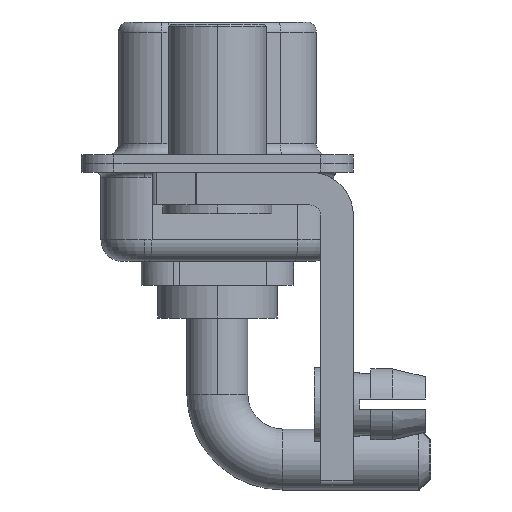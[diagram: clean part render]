
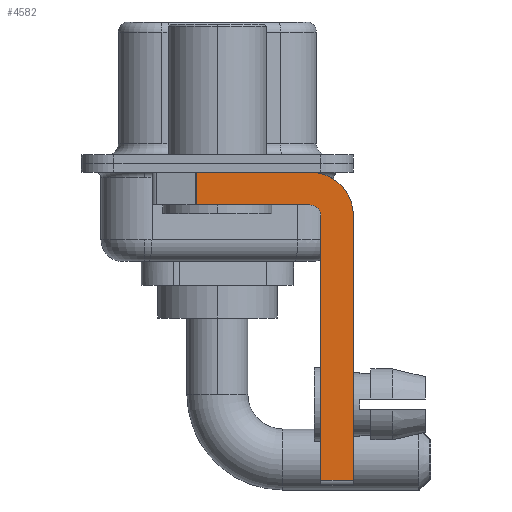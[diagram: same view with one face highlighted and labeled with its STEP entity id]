
A CAD part, left-side view. The second image highlights one B-rep face of the part: STEP entity #4582.
In plain terms, the highlighted planar face has unit normal (-1, 0, 0).
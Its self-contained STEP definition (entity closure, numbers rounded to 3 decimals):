
#620 = DIRECTION ( 'NONE',  ( 0., 0., -1. ) ) ;
#932 = CARTESIAN_POINT ( 'NONE',  ( -2.9, -4.25, -2.4 ) ) ;
#960 = VECTOR ( 'NONE', #10310, 1000. ) ;
#1107 = ORIENTED_EDGE ( 'NONE', *, *, #2506, .F. ) ;
#1421 = CARTESIAN_POINT ( 'NONE',  ( -2.9, -4.75, -14.55 ) ) ;
#1628 = DIRECTION ( 'NONE',  ( 0., 0., 1. ) ) ;
#1785 = CARTESIAN_POINT ( 'NONE',  ( -2.9, -4.25, -2.4 ) ) ;
#1968 = LINE ( 'NONE', #5948, #960 ) ;
#2094 = DIRECTION ( 'NONE',  ( 1., 0., 0. ) ) ;
#2136 = VERTEX_POINT ( 'NONE', #6391 ) ;
#2406 = VECTOR ( 'NONE', #4438, 1000. ) ;
#2506 = EDGE_CURVE ( 'NONE', #3589, #4359, #15310, .T. ) ;
#2519 = CARTESIAN_POINT ( 'NONE',  ( -2.9, 0.978, -0.4 ) ) ;
#3130 = FACE_OUTER_BOUND ( 'NONE', #17018, .T. ) ;
#3519 = CARTESIAN_POINT ( 'NONE',  ( -2.9, -4.25, -14.55 ) ) ;
#3589 = VERTEX_POINT ( 'NONE', #13957 ) ;
#3890 = DIRECTION ( 'NONE',  ( 0., -1., 0. ) ) ;
#4359 = VERTEX_POINT ( 'NONE', #17841 ) ;
#4438 = DIRECTION ( 'NONE',  ( 0., -1., 0. ) ) ;
#4503 = VERTEX_POINT ( 'NONE', #8752 ) ;
#4582 = ADVANCED_FACE ( 'NONE', ( #3130 ), #7141, .F. ) ;
#4592 = EDGE_CURVE ( 'NONE', #12471, #3589, #1968, .T. ) ;
#4945 = CARTESIAN_POINT ( 'NONE',  ( -2.9, -4.25, -1.9 ) ) ;
#5034 = LINE ( 'NONE', #4945, #9720 ) ;
#5048 = VERTEX_POINT ( 'NONE', #11888 ) ;
#5095 = DIRECTION ( 'NONE',  ( 0., 0., -1. ) ) ;
#5132 = DIRECTION ( 'NONE',  ( 0., 1., 0. ) ) ;
#5346 = AXIS2_PLACEMENT_3D ( 'NONE', #932, #2094, #5095 ) ;
#5425 = EDGE_CURVE ( 'NONE', #9608, #14745, #5728, .T. ) ;
#5588 = LINE ( 'NONE', #13908, #6777 ) ;
#5728 = LINE ( 'NONE', #15138, #2406 ) ;
#5948 = CARTESIAN_POINT ( 'NONE',  ( -2.9, -4.75, -14.8 ) ) ;
#6391 = CARTESIAN_POINT ( 'NONE',  ( -2.9, -6.25, -14.55 ) ) ;
#6502 = CIRCLE ( 'NONE', #5346, 2. ) ;
#6520 = VECTOR ( 'NONE', #10786, 1000. ) ;
#6777 = VECTOR ( 'NONE', #15535, 1000. ) ;
#6819 = EDGE_CURVE ( 'NONE', #5048, #2136, #14735, .T. ) ;
#7141 = PLANE ( 'NONE',  #11357 ) ;
#7265 = EDGE_CURVE ( 'NONE', #4359, #4503, #5034, .T. ) ;
#7321 = CARTESIAN_POINT ( 'NONE',  ( -2.9, -4.25, -2.4 ) ) ;
#7744 = ORIENTED_EDGE ( 'NONE', *, *, #10566, .T. ) ;
#8182 = EDGE_CURVE ( 'NONE', #14745, #5048, #6502, .T. ) ;
#8452 = EDGE_CURVE ( 'NONE', #12471, #2136, #14848, .T. ) ;
#8752 = CARTESIAN_POINT ( 'NONE',  ( -2.9, 0.978, -1.9 ) ) ;
#9608 = VERTEX_POINT ( 'NONE', #2519 ) ;
#9720 = VECTOR ( 'NONE', #5132, 1000. ) ;
#9769 = ORIENTED_EDGE ( 'NONE', *, *, #7265, .F. ) ;
#10310 = DIRECTION ( 'NONE',  ( 0., 0., 1. ) ) ;
#10566 = EDGE_CURVE ( 'NONE', #9608, #4503, #5588, .T. ) ;
#10786 = DIRECTION ( 'NONE',  ( 0., 0., -1. ) ) ;
#11357 = AXIS2_PLACEMENT_3D ( 'NONE', #1785, #12737, #620 ) ;
#11429 = VECTOR ( 'NONE', #3890, 1000. ) ;
#11484 = ORIENTED_EDGE ( 'NONE', *, *, #8182, .F. ) ;
#11725 = ORIENTED_EDGE ( 'NONE', *, *, #5425, .F. ) ;
#11888 = CARTESIAN_POINT ( 'NONE',  ( -2.9, -6.25, -2.4 ) ) ;
#12471 = VERTEX_POINT ( 'NONE', #1421 ) ;
#12482 = ORIENTED_EDGE ( 'NONE', *, *, #6819, .F. ) ;
#12737 = DIRECTION ( 'NONE',  ( 1., 0., 0. ) ) ;
#13009 = AXIS2_PLACEMENT_3D ( 'NONE', #7321, #14001, #1628 ) ;
#13908 = CARTESIAN_POINT ( 'NONE',  ( -2.9, 0.978, -1.9 ) ) ;
#13957 = CARTESIAN_POINT ( 'NONE',  ( -2.9, -4.75, -2.4 ) ) ;
#14001 = DIRECTION ( 'NONE',  ( -1., 0., 0. ) ) ;
#14647 = CARTESIAN_POINT ( 'NONE',  ( -2.9, -6.25, -2.4 ) ) ;
#14735 = LINE ( 'NONE', #14647, #6520 ) ;
#14745 = VERTEX_POINT ( 'NONE', #16102 ) ;
#14848 = LINE ( 'NONE', #3519, #11429 ) ;
#15138 = CARTESIAN_POINT ( 'NONE',  ( -2.9, 3., -0.4 ) ) ;
#15310 = CIRCLE ( 'NONE', #13009, 0.5 ) ;
#15440 = ORIENTED_EDGE ( 'NONE', *, *, #8452, .T. ) ;
#15535 = DIRECTION ( 'NONE',  ( 0., 0., -1. ) ) ;
#16102 = CARTESIAN_POINT ( 'NONE',  ( -2.9, -4.25, -0.4 ) ) ;
#17018 = EDGE_LOOP ( 'NONE', ( #11725, #7744, #9769, #1107, #17421, #15440, #12482, #11484 ) ) ;
#17421 = ORIENTED_EDGE ( 'NONE', *, *, #4592, .F. ) ;
#17841 = CARTESIAN_POINT ( 'NONE',  ( -2.9, -4.25, -1.9 ) ) ;
